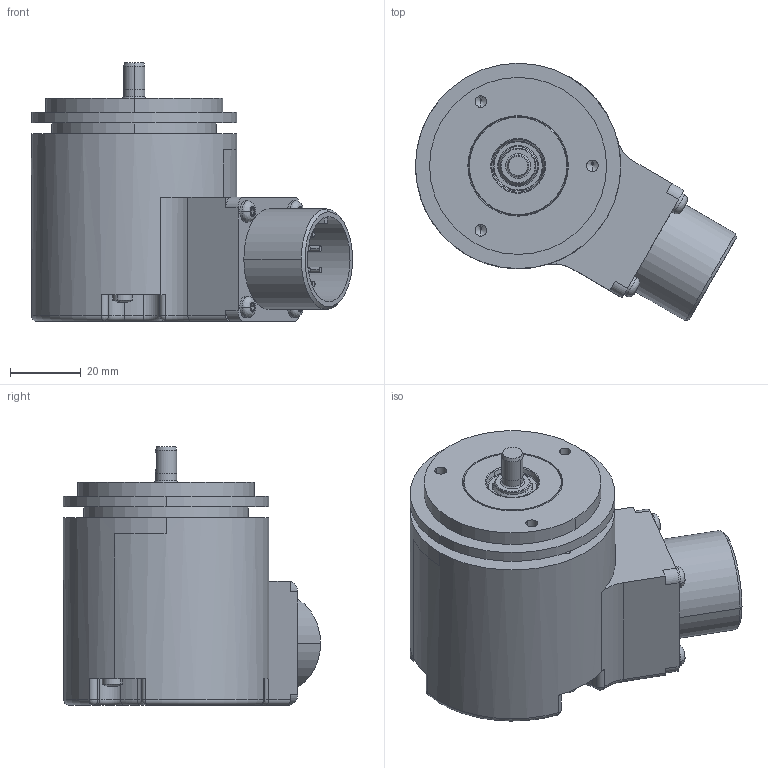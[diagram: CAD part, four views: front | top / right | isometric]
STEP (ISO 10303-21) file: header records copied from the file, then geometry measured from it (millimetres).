
FILE_DESCRIPTION((''),'2;1');
FILE_NAME('744564','2010-11-10T',('se2802'),(''),'PRO/ENGINEER BY PARAMETRIC TECHNOLOGY CORPORATION, 2010180','PRO/ENGINEER BY PARAMETRIC TECHNOLOGY CORPORATION, 2010180','');
FILE_SCHEMA(('CONFIG_CONTROL_DESIGN'));
Length unit declared in the file: millimetre
Products named in the file (1): 744564
Bounding box: 90.7 x 72.66 x 73 mm (x, y, z)
Volume: 182895.3 mm3; surface area: 27494.5 mm2
Topology: 1 solids, 2 shells, 1250 faces, 3340 edges, 2191 vertices
Faces by surface type: plane 572, extrusion 324, cylinder 271, torus 37, cone 26, sphere 12, bspline 8
Entity records: 43050 total; most frequent: CARTESIAN_POINT 12576, ORIENTED_EDGE 6668, DIRECTION 5567, EDGE_CURVE 3334, VERTEX_POINT 2191, VECTOR 2045, AXIS2_PLACEMENT_3D 1761, LINE 1721
